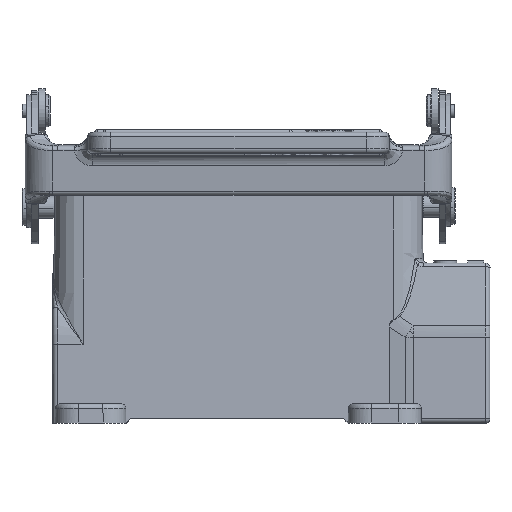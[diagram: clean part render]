
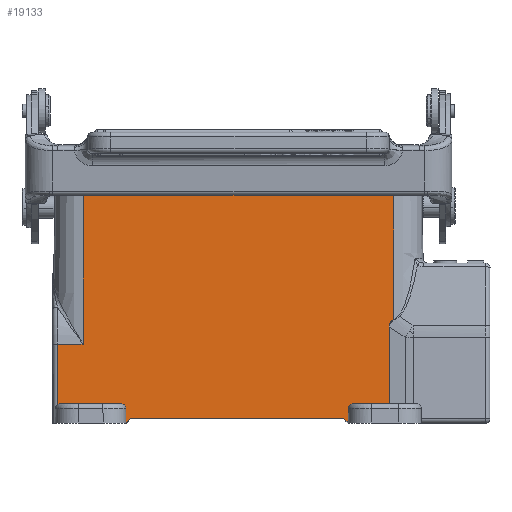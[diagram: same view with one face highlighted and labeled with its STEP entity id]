
A CAD part, top view. The second image highlights one B-rep face of the part: STEP entity #19133.
In plain terms, the highlighted planar face has unit normal (0, 0.018, 1).
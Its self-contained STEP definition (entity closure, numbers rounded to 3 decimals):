
#808=DIRECTION('',(-0.707,0.707,-0.012));
#809=VECTOR('',#808,1.414);
#810=CARTESIAN_POINT('',(24.,-58.5,15.745));
#811=LINE('',#810,#809);
#812=DIRECTION('',(-1.,0.,0.));
#813=VECTOR('',#812,46.6);
#814=CARTESIAN_POINT('',(23.,-57.5,15.727));
#815=LINE('',#814,#813);
#816=DIRECTION('',(-0.707,-0.707,0.012));
#817=VECTOR('',#816,1.414);
#818=CARTESIAN_POINT('',(-23.6,-57.5,15.727));
#819=LINE('',#818,#817);
#840=DIRECTION('',(0.,1.,-0.017));
#841=VECTOR('',#840,33.824);
#842=CARTESIAN_POINT('',(34.,-35.81,15.349));
#843=LINE('',#842,#841);
#2490=DIRECTION('',(-1.,0.,0.));
#2491=VECTOR('',#2490,68.);
#2492=CARTESIAN_POINT('',(34.,-1.991,14.759));
#2493=LINE('',#2492,#2491);
#2678=DIRECTION('',(0.,-1.,0.017));
#2679=VECTOR('',#2678,39.245);
#2680=CARTESIAN_POINT('',(-34.,-1.991,
14.759));
#2681=LINE('',#2680,#2679);
#2712=DIRECTION('',(-1.,0.,0.));
#2713=VECTOR('',#2712,5.6);
#2714=CARTESIAN_POINT('',(-34.,-41.23,
15.443));
#2715=LINE('',#2714,#2713);
#2791=DIRECTION('',(0.,-1.,0.017));
#2792=VECTOR('',#2791,13.24);
#2793=CARTESIAN_POINT('',(-39.6,-41.23,15.443));
#2794=LINE('',#2793,#2792);
#2813=CARTESIAN_POINT('',(-39.6,-54.469,15.675));
#2814=CARTESIAN_POINT('',(-39.432,-54.356,
15.673));
#2815=CARTESIAN_POINT('',(-39.246,-54.3,
15.672));
#2816=CARTESIAN_POINT('',(-39.044,-54.3,
15.672));
#2854=CARTESIAN_POINT('',(-25.656,-54.3,
15.672));
#2855=CARTESIAN_POINT('',(-25.549,-54.3,
15.672));
#2856=CARTESIAN_POINT('',(-25.347,-54.332,
15.672));
#2857=CARTESIAN_POINT('',(-25.064,-54.474,
15.675));
#2858=CARTESIAN_POINT('',(-24.84,-54.694,
15.678));
#2859=CARTESIAN_POINT('',(-24.694,-54.974,
15.683));
#2860=CARTESIAN_POINT('',(-24.658,-55.176,
15.687));
#2861=CARTESIAN_POINT('',(-24.656,-55.283,
15.689));
#2877=DIRECTION('',(1.,0.,0.));
#2878=VECTOR('',#2877,13.388);
#2879=CARTESIAN_POINT('',(-39.044,-54.3,
15.672));
#2880=LINE('',#2879,#2878);
#3016=DIRECTION('',(0.017,-1.,0.017));
#3017=VECTOR('',#3016,3.218);
#3018=CARTESIAN_POINT('',(-24.656,-55.283,
15.689));
#3019=LINE('',#3018,#3017);
#13385=DIRECTION('',(0.017,1.,-0.017));
#13386=VECTOR('',#13385,3.218);
#13387=CARTESIAN_POINT('',(24.,-58.5,
15.745));
#13388=LINE('',#13387,#13386);
#13455=CARTESIAN_POINT('',(24.056,-55.283,
15.689));
#13456=CARTESIAN_POINT('',(24.058,-55.176,
15.687));
#13457=CARTESIAN_POINT('',(24.094,-54.974,
15.683));
#13458=CARTESIAN_POINT('',(24.24,-54.694,
15.678));
#13459=CARTESIAN_POINT('',(24.464,-54.474,
15.675));
#13460=CARTESIAN_POINT('',(24.747,-54.332,
15.672));
#13461=CARTESIAN_POINT('',(24.949,-54.3,
15.672));
#13462=CARTESIAN_POINT('',(25.056,-54.3,
15.672));
#13468=DIRECTION('',(1.,0.,0.));
#13469=VECTOR('',#13468,7.885);
#13470=CARTESIAN_POINT('',(25.056,-54.3,
15.672));
#13471=LINE('',#13470,#13469);
#13514=DIRECTION('',(0.,1.,-0.017));
#13515=VECTOR('',#13514,16.807);
#13516=CARTESIAN_POINT('',(32.941,-54.3,
15.672));
#13517=LINE('',#13516,#13515);
#13531=CARTESIAN_POINT('',(32.941,-37.496,
15.378));
#13532=CARTESIAN_POINT('',(32.941,-37.392,
15.377));
#13533=CARTESIAN_POINT('',(32.953,-37.195,
15.373));
#13534=CARTESIAN_POINT('',(33.005,-36.928,
15.368));
#13535=CARTESIAN_POINT('',(33.089,-36.687,
15.364));
#13536=CARTESIAN_POINT('',(33.203,-36.471,
15.36));
#13537=CARTESIAN_POINT('',(33.348,-36.276,
15.357));
#13538=CARTESIAN_POINT('',(33.526,-36.1,
15.354));
#13539=CARTESIAN_POINT('',(33.74,-35.944,
15.351));
#13540=CARTESIAN_POINT('',(33.909,-35.852,
15.35));
#13541=CARTESIAN_POINT('',(34.,-35.81,
15.349));
#15459=CARTESIAN_POINT('',(23.,-57.5,
15.727));
#15460=VERTEX_POINT('',#15459);
#15461=CARTESIAN_POINT('',(24.,-58.5,
15.745));
#15462=VERTEX_POINT('',#15461);
#15463=CARTESIAN_POINT('',(-23.6,-57.5,
15.727));
#15464=VERTEX_POINT('',#15463);
#15474=CARTESIAN_POINT('',(34.,-35.81,
15.349));
#15475=CARTESIAN_POINT('',(34.,-1.991,
14.759));
#15476=VERTEX_POINT('',#15474);
#15477=VERTEX_POINT('',#15475);
#15478=VERTEX_POINT('',#13531);
#15479=CARTESIAN_POINT('',(32.941,-54.3,
15.672));
#15480=VERTEX_POINT('',#15479);
#15481=CARTESIAN_POINT('',(25.056,-54.3,
15.672));
#15482=VERTEX_POINT('',#15481);
#15483=VERTEX_POINT('',#13455);
#15484=CARTESIAN_POINT('',(-24.6,-58.5,
15.745));
#15485=VERTEX_POINT('',#15484);
#15486=CARTESIAN_POINT('',(-24.656,-55.283,
15.689));
#15487=VERTEX_POINT('',#15486);
#15488=VERTEX_POINT('',#2854);
#15489=CARTESIAN_POINT('',(-39.044,-54.3,
15.672));
#15490=VERTEX_POINT('',#15489);
#15491=VERTEX_POINT('',#2813);
#15492=CARTESIAN_POINT('',(-39.6,-41.23,15.443));
#15493=VERTEX_POINT('',#15492);
#15494=CARTESIAN_POINT('',(-34.,-41.23,
15.443));
#15495=VERTEX_POINT('',#15494);
#15496=CARTESIAN_POINT('',(-34.,-1.991,
14.759));
#15497=VERTEX_POINT('',#15496);
#19094=CARTESIAN_POINT('',(-2.8,-30.246,
15.252));
#19095=DIRECTION('',(0.,0.017,1.));
#19096=DIRECTION('',(0.,-1.,0.017));
#19097=AXIS2_PLACEMENT_3D('',#19094,#19095,#19096);
#19098=PLANE('',#19097);
#19100=ORIENTED_EDGE('',*,*,#19099,.F.);
#19102=ORIENTED_EDGE('',*,*,#19101,.F.);
#19104=ORIENTED_EDGE('',*,*,#19103,.F.);
#19106=ORIENTED_EDGE('',*,*,#19105,.F.);
#19108=ORIENTED_EDGE('',*,*,#19107,.F.);
#19110=ORIENTED_EDGE('',*,*,#19109,.F.);
#19111=ORIENTED_EDGE('',*,*,#19060,.T.);
#19112=ORIENTED_EDGE('',*,*,#19073,.T.);
#19114=ORIENTED_EDGE('',*,*,#19113,.T.);
#19116=ORIENTED_EDGE('',*,*,#19115,.F.);
#19118=ORIENTED_EDGE('',*,*,#19117,.F.);
#19120=ORIENTED_EDGE('',*,*,#19119,.F.);
#19122=ORIENTED_EDGE('',*,*,#19121,.F.);
#19124=ORIENTED_EDGE('',*,*,#19123,.F.);
#19126=ORIENTED_EDGE('',*,*,#19125,.F.);
#19128=ORIENTED_EDGE('',*,*,#19127,.F.);
#19130=ORIENTED_EDGE('',*,*,#19129,.F.);
#19131=EDGE_LOOP('',(#19100,#19102,#19104,#19106,#19108,#19110,#19111,#19112,
#19114,#19116,#19118,#19120,#19122,#19124,#19126,#19128,#19130));
#19132=FACE_OUTER_BOUND('',#19131,.F.);
#19133=ADVANCED_FACE('',(#19132),#19098,.T.);
#2817=B_SPLINE_CURVE_WITH_KNOTS('',3,(#2813,#2814,#2815,#2816),.UNSPECIFIED.,
.F.,.F.,(4,4),(0.,1.),.UNSPECIFIED.);
#2862=B_SPLINE_CURVE_WITH_KNOTS('',3,(#2854,#2855,#2856,#2857,#2858,#2859,#2860,
#2861),.UNSPECIFIED.,.F.,.F.,(4,1,1,1,1,4),(0.,0.2,0.4,0.6,0.8,1.),
.UNSPECIFIED.);
#13463=B_SPLINE_CURVE_WITH_KNOTS('',3,(#13455,#13456,#13457,#13458,#13459,
#13460,#13461,#13462),.UNSPECIFIED.,.F.,.F.,(4,1,1,1,1,4),(0.,0.2,0.4,
0.6,0.8,1.),.UNSPECIFIED.);
#13542=B_SPLINE_CURVE_WITH_KNOTS('',3,(#13531,#13532,#13533,#13534,#13535,
#13536,#13537,#13538,#13539,#13540,#13541),.UNSPECIFIED.,.F.,.F.,(4,1,1,1,1,1,1,
1,4),(0.,0.125,0.25,0.375,0.5,0.625,0.75,0.875,1.),
.UNSPECIFIED.);
#19060=EDGE_CURVE('',#15462,#15460,#811,.T.);
#19073=EDGE_CURVE('',#15460,#15464,#815,.T.);
#19099=EDGE_CURVE('',#15476,#15477,#843,.T.);
#19101=EDGE_CURVE('',#15478,#15476,#13542,.T.);
#19103=EDGE_CURVE('',#15480,#15478,#13517,.T.);
#19105=EDGE_CURVE('',#15482,#15480,#13471,.T.);
#19107=EDGE_CURVE('',#15483,#15482,#13463,.T.);
#19109=EDGE_CURVE('',#15462,#15483,#13388,.T.);
#19113=EDGE_CURVE('',#15464,#15485,#819,.T.);
#19115=EDGE_CURVE('',#15487,#15485,#3019,.T.);
#19117=EDGE_CURVE('',#15488,#15487,#2862,.T.);
#19119=EDGE_CURVE('',#15490,#15488,#2880,.T.);
#19121=EDGE_CURVE('',#15491,#15490,#2817,.T.);
#19123=EDGE_CURVE('',#15493,#15491,#2794,.T.);
#19125=EDGE_CURVE('',#15495,#15493,#2715,.T.);
#19127=EDGE_CURVE('',#15497,#15495,#2681,.T.);
#19129=EDGE_CURVE('',#15477,#15497,#2493,.T.);
